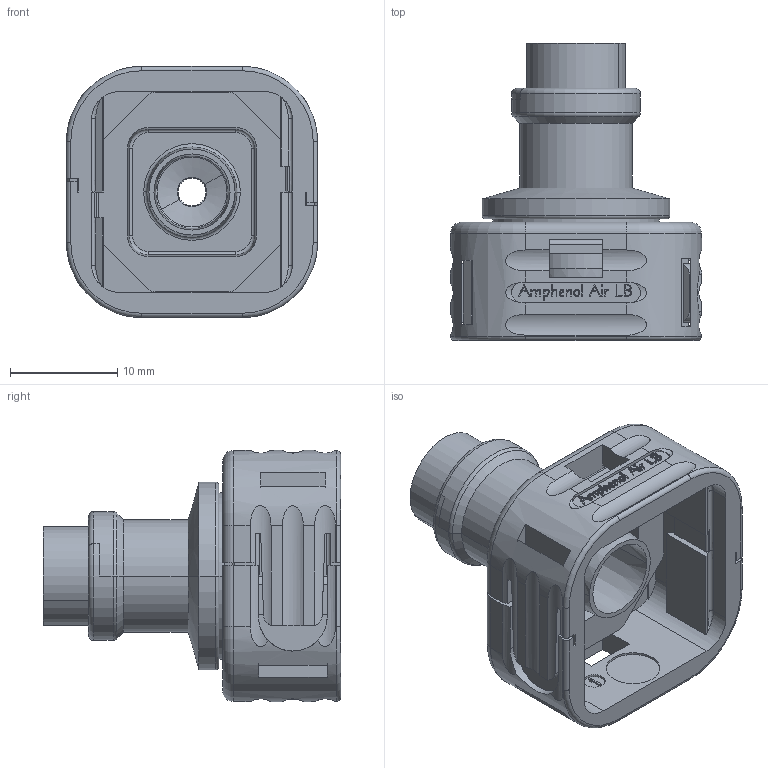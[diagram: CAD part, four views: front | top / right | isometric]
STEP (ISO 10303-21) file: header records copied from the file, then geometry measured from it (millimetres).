
FILE_DESCRIPTION((''),'2;1');
FILE_NAME('SIM2B2A19','2020-01-20T',('presta_be4'),(''),'CREO PARAMETRIC BY PTC INC, 2018360','CREO PARAMETRIC BY PTC INC, 2018360','');
FILE_SCHEMA(('CONFIG_CONTROL_DESIGN'));
Length unit declared in the file: millimetre
Products named in the file (1): SIM2B2A19
Bounding box: 23.4 x 27.7 x 23.4 mm (x, y, z)
Volume: 3305.5 mm3; surface area: 5120.1 mm2
Topology: 1 solids, 1 shells, 936 faces, 2544 edges, 1646 vertices
Faces by surface type: plane 396, extrusion 322, cylinder 122, torus 54, cone 24, bspline 18
Entity records: 32612 total; most frequent: CARTESIAN_POINT 10300, ORIENTED_EDGE 5072, DIRECTION 3628, EDGE_CURVE 2536, VECTOR 1724, VERTEX_POINT 1646, LINE 1402, B_SPLINE_CURVE_WITH_KNOTS 1100
